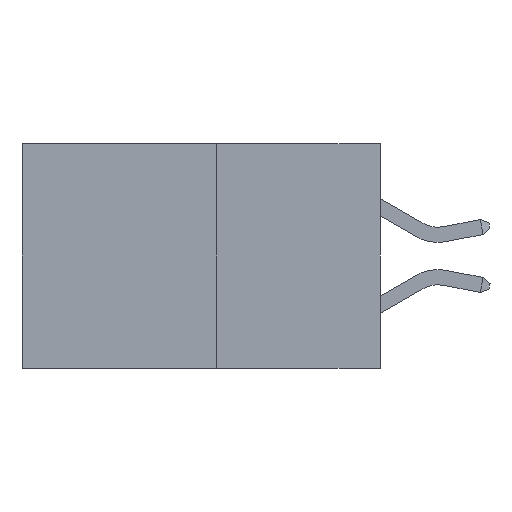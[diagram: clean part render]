
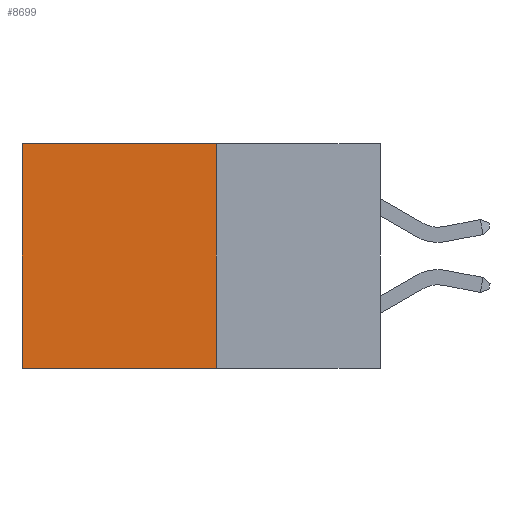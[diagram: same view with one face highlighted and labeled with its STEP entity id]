
A CAD part, left-side view. The second image highlights one B-rep face of the part: STEP entity #8699.
In plain terms, the highlighted planar face has unit normal (-1, 0, 0).
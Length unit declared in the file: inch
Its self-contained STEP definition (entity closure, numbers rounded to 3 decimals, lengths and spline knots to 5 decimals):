
#32 = VERTEX_POINT ( 'NONE', #15092 ) ;
#222 = VERTEX_POINT ( 'NONE', #8495 ) ;
#510 = VECTOR ( 'NONE', #9125, 39.37008 ) ;
#709 = VECTOR ( 'NONE', #4595, 39.37008 ) ;
#832 = CARTESIAN_POINT ( 'NONE',  ( 0.277, 0.27, -0.37 ) ) ;
#971 = CARTESIAN_POINT ( 'NONE',  ( 0.277, 0.27, 0. ) ) ;
#1086 = LINE ( 'NONE', #971, #4225 ) ;
#1087 = LINE ( 'NONE', #7015, #709 ) ;
#1499 = EDGE_CURVE ( 'NONE', #5137, #13328, #1086, .T. ) ;
#1750 = EDGE_CURVE ( 'NONE', #222, #32, #10015, .T. ) ;
#2043 = DIRECTION ( 'NONE',  ( 0., 0., -1. ) ) ;
#2308 = VECTOR ( 'NONE', #6389, 39.37008 ) ;
#2426 = DIRECTION ( 'NONE',  ( 0., 1., 0. ) ) ;
#3362 = ORIENTED_EDGE ( 'NONE', *, *, #1499, .T. ) ;
#3451 = AXIS2_PLACEMENT_3D ( 'NONE', #832, #9162, #2043 ) ;
#4115 = ORIENTED_EDGE ( 'NONE', *, *, #1750, .F. ) ;
#4225 = VECTOR ( 'NONE', #2426, 39.37008 ) ;
#4595 = DIRECTION ( 'NONE',  ( 0., 0., -1. ) ) ;
#5137 = VERTEX_POINT ( 'NONE', #14522 ) ;
#5522 = EDGE_CURVE ( 'NONE', #5137, #222, #12881, .T. ) ;
#6214 = EDGE_LOOP ( 'NONE', ( #7052, #4115, #9064, #3362 ) ) ;
#6389 = DIRECTION ( 'NONE',  ( 0., 0., -1. ) ) ;
#6709 = CARTESIAN_POINT ( 'NONE',  ( 0.277, 0.27, -0.37 ) ) ;
#6761 = PLANE ( 'NONE',  #3451 ) ;
#7015 = CARTESIAN_POINT ( 'NONE',  ( 0.277, 0.59, -0.37 ) ) ;
#7052 = ORIENTED_EDGE ( 'NONE', *, *, #12246, .T. ) ;
#8495 = CARTESIAN_POINT ( 'NONE',  ( 0.277, 0.27, -0.37 ) ) ;
#8699 = ADVANCED_FACE ( 'NONE', ( #13778 ), #6761, .F. ) ;
#8983 = CARTESIAN_POINT ( 'NONE',  ( 0.277, 0.27, -0.37 ) ) ;
#9064 = ORIENTED_EDGE ( 'NONE', *, *, #5522, .F. ) ;
#9079 = CARTESIAN_POINT ( 'NONE',  ( 0.277, 0.59, 0. ) ) ;
#9125 = DIRECTION ( 'NONE',  ( 0., 1., 0. ) ) ;
#9162 = DIRECTION ( 'NONE',  ( 1., 0., 0. ) ) ;
#10015 = LINE ( 'NONE', #8983, #510 ) ;
#12246 = EDGE_CURVE ( 'NONE', #13328, #32, #1087, .T. ) ;
#12881 = LINE ( 'NONE', #6709, #2308 ) ;
#13328 = VERTEX_POINT ( 'NONE', #9079 ) ;
#13778 = FACE_OUTER_BOUND ( 'NONE', #6214, .T. ) ;
#14522 = CARTESIAN_POINT ( 'NONE',  ( 0.277, 0.27, 0. ) ) ;
#15092 = CARTESIAN_POINT ( 'NONE',  ( 0.277, 0.59, -0.37 ) ) ;
